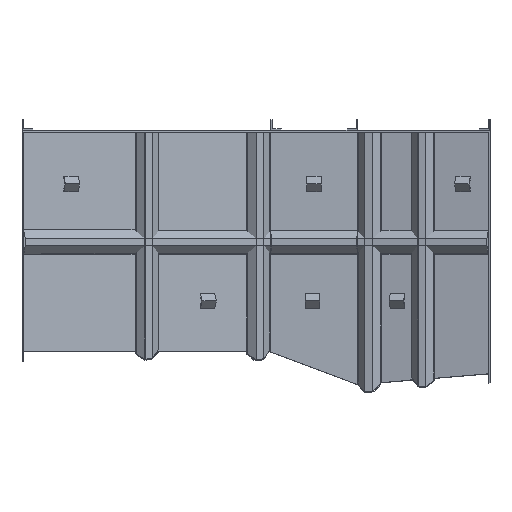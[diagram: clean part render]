
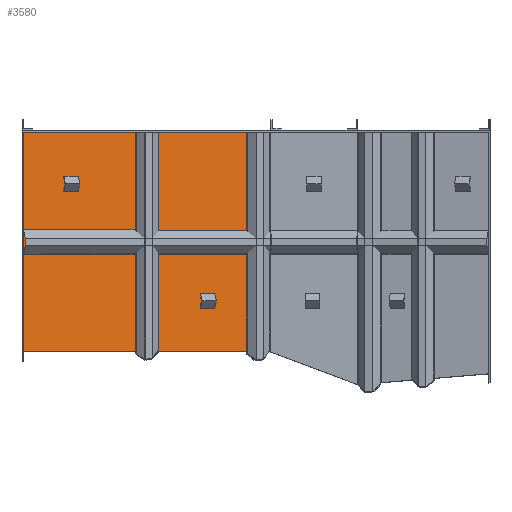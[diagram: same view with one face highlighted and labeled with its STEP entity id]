
A CAD part, top view. The second image highlights one B-rep face of the part: STEP entity #3580.
In plain terms, the highlighted planar face has unit normal (0.197, 0, 0.981).
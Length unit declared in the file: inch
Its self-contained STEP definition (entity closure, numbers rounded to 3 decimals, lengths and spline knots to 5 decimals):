
#197 = VECTOR ( 'NONE', #7671, 39.37008 ) ;
#373 = ORIENTED_EDGE ( 'NONE', *, *, #13140, .F. ) ;
#568 = CARTESIAN_POINT ( 'NONE',  ( -3.35439, -1.25911, 4.22408 ) ) ;
#623 = CARTESIAN_POINT ( 'NONE',  ( -39.6982, -0.25, 11.51732 ) ) ;
#1613 = DIRECTION ( 'NONE',  ( 0., 1., 0. ) ) ;
#1923 = CARTESIAN_POINT ( 'NONE',  ( 22.35894, 29.75, -0.9359 ) ) ;
#2441 = EDGE_CURVE ( 'NONE', #11236, #6226, #12899, .T. ) ;
#3280 = VECTOR ( 'NONE', #13131, 39.37008 ) ;
#3440 = VERTEX_POINT ( 'NONE', #6335 ) ;
#3580 = ADVANCED_FACE ( 'NONE', ( #8777 ), #7750, .T. ) ;
#3634 = DIRECTION ( 'NONE',  ( -0.92, 0.345, 0.185 ) ) ;
#3928 = ORIENTED_EDGE ( 'NONE', *, *, #5047, .T. ) ;
#4841 = CARTESIAN_POINT ( 'NONE',  ( -39.6982, -4.5, 11.51732 ) ) ;
#5047 = EDGE_CURVE ( 'NONE', #10047, #6226, #7878, .T. ) ;
#5140 = EDGE_CURVE ( 'NONE', #9919, #3440, #8007, .T. ) ;
#5151 = ORIENTED_EDGE ( 'NONE', *, *, #13216, .T. ) ;
#5681 = LINE ( 'NONE', #8782, #9396 ) ;
#6226 = VERTEX_POINT ( 'NONE', #9335 ) ;
#6261 = CARTESIAN_POINT ( 'NONE',  ( -39.6982, 29.75, 11.51732 ) ) ;
#6335 = CARTESIAN_POINT ( 'NONE',  ( -5.97516, 29.75, 4.75 ) ) ;
#6863 = DIRECTION ( 'NONE',  ( 0.98, 0., -0.197 ) ) ;
#6935 = CARTESIAN_POINT ( 'NONE',  ( -5.97516, -0.27631, 4.75 ) ) ;
#7141 = AXIS2_PLACEMENT_3D ( 'NONE', #13270, #12250, #6863 ) ;
#7609 = CARTESIAN_POINT ( 'NONE',  ( -5.95081, -0.25, 4.74511 ) ) ;
#7671 = DIRECTION ( 'NONE',  ( 0.98, 0., -0.197 ) ) ;
#7750 = PLANE ( 'NONE',  #7141 ) ;
#7878 = LINE ( 'NONE', #7609, #197 ) ;
#8007 = LINE ( 'NONE', #1923, #3280 ) ;
#8777 = FACE_OUTER_BOUND ( 'NONE', #9256, .T. ) ;
#8782 = CARTESIAN_POINT ( 'NONE',  ( -5.97516, -4.5, 4.75 ) ) ;
#9178 = VECTOR ( 'NONE', #1613, 39.37008 ) ;
#9256 = EDGE_LOOP ( 'NONE', ( #373, #3928, #12707, #5151, #12568 ) ) ;
#9335 = CARTESIAN_POINT ( 'NONE',  ( -6.04533, -0.25, 4.76408 ) ) ;
#9396 = VECTOR ( 'NONE', #12951, 39.37008 ) ;
#9919 = VERTEX_POINT ( 'NONE', #6261 ) ;
#10047 = VERTEX_POINT ( 'NONE', #623 ) ;
#10582 = VECTOR ( 'NONE', #3634, 39.37008 ) ;
#10917 = LINE ( 'NONE', #4841, #9178 ) ;
#11236 = VERTEX_POINT ( 'NONE', #6935 ) ;
#12250 = DIRECTION ( 'NONE',  ( 0.197, 0., 0.98 ) ) ;
#12568 = ORIENTED_EDGE ( 'NONE', *, *, #5140, .F. ) ;
#12707 = ORIENTED_EDGE ( 'NONE', *, *, #2441, .F. ) ;
#12899 = LINE ( 'NONE', #568, #10582 ) ;
#12951 = DIRECTION ( 'NONE',  ( 0., 1., 0. ) ) ;
#13131 = DIRECTION ( 'NONE',  ( 0.98, 0., -0.197 ) ) ;
#13140 = EDGE_CURVE ( 'NONE', #10047, #9919, #10917, .T. ) ;
#13216 = EDGE_CURVE ( 'NONE', #11236, #3440, #5681, .T. ) ;
#13270 = CARTESIAN_POINT ( 'NONE',  ( -5.95081, -4.5, 4.74511 ) ) ;
